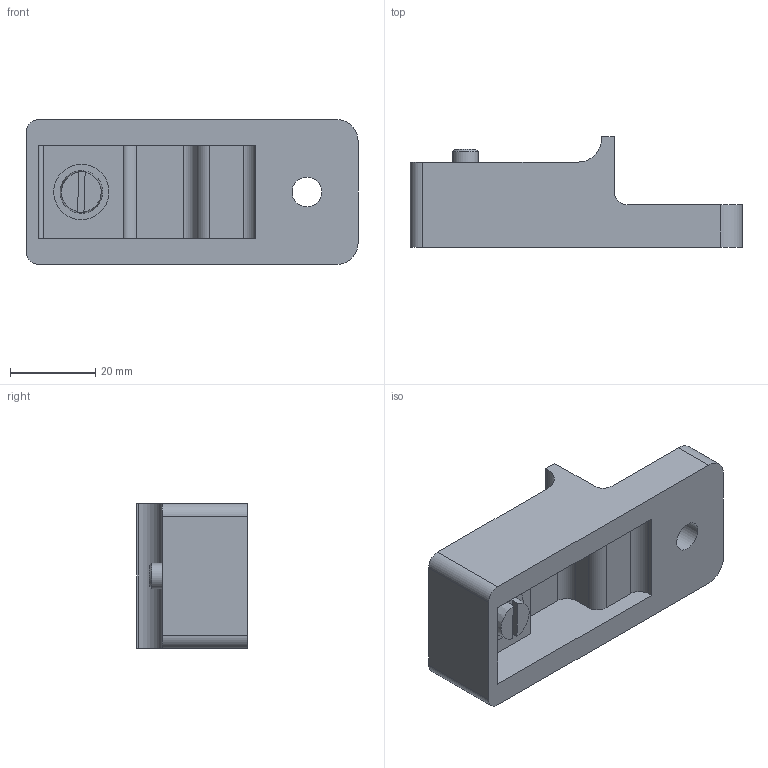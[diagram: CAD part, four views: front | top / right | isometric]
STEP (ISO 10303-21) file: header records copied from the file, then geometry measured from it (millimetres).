
FILE_DESCRIPTION (( 'STEP AP214' ), '1' );
FILE_NAME ('DULMTGKIT.STEP', '2019-07-09T19:09:33', ( '' ), ( '' ), 'SwSTEP 2.0', 'SolidWorks 2018', '' );
FILE_SCHEMA (( 'AUTOMOTIVE_DESIGN' ));
Length unit declared in the file: inch
Products named in the file (1): DULMTGKIT
Bounding box: 78 x 26 x 34 mm (x, y, z)
Volume: 32417.3 mm3; surface area: 12110.2 mm2
Topology: 3 solids, 3 shells, 51 faces, 126 edges, 84 vertices
Faces by surface type: plane 33, cylinder 16, cone 2
Full cylindrical faces by diameter (mm): 6 x1, 6.6 x1, 7 x2, 13 x1
Entity records: 1543 total; most frequent: CARTESIAN_POINT 263, DIRECTION 255, ORIENTED_EDGE 234, EDGE_CURVE 117, AXIS2_PLACEMENT_3D 90, VERTEX_POINT 82, VECTOR 75, LINE 75
